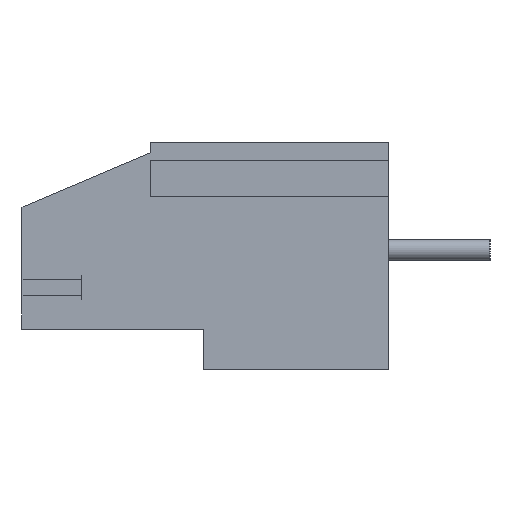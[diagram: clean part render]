
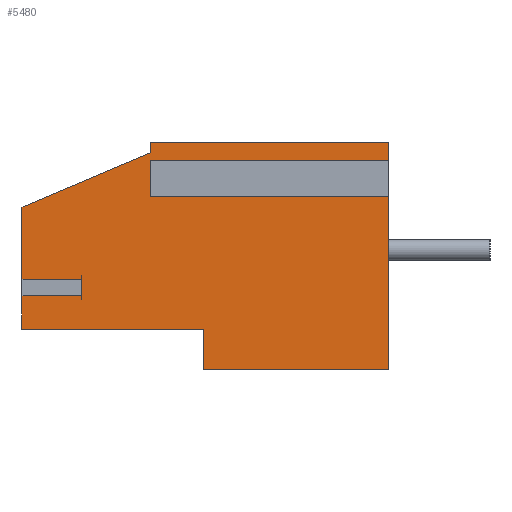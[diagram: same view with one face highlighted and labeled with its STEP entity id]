
A CAD part, left-side view. The second image highlights one B-rep face of the part: STEP entity #5480.
In plain terms, the highlighted planar face has unit normal (-1, 0, 0).
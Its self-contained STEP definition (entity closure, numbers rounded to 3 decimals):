
#698=FACE_OUTER_BOUND('',#1048,.T.);
#1048=EDGE_LOOP('',(#4811,#4812,#4813,#4814,#4815,#4816,#4817,#4818,#4819,
#4820,#4821,#4822,#4823,#4824,#4825,#4826));
#1066=LINE('',#7296,#1690);
#1071=LINE('',#7307,#1695);
#1073=LINE('',#7310,#1697);
#1074=LINE('',#7313,#1698);
#1082=LINE('',#7328,#1706);
#1103=LINE('',#7396,#1727);
#1109=LINE('',#7408,#1733);
#1112=LINE('',#7413,#1736);
#1617=LINE('',#8622,#2241);
#1619=LINE('',#8625,#2243);
#1621=LINE('',#8629,#2245);
#1635=LINE('',#8663,#2259);
#1672=LINE('',#8727,#2296);
#1683=LINE('',#8760,#2307);
#1684=LINE('',#8761,#2308);
#1685=LINE('',#8762,#2309);
#1690=VECTOR('',#5896,10.);
#1695=VECTOR('',#5905,10.);
#1697=VECTOR('',#5909,10.);
#1698=VECTOR('',#5912,10.);
#1706=VECTOR('',#5920,10.);
#1727=VECTOR('',#5977,10.);
#1733=VECTOR('',#5985,10.);
#1736=VECTOR('',#5992,10.);
#2241=VECTOR('',#7145,10.);
#2243=VECTOR('',#7149,10.);
#2245=VECTOR('',#7153,10.);
#2259=VECTOR('',#7185,10.);
#2296=VECTOR('',#7242,10.);
#2307=VECTOR('',#7279,10.);
#2308=VECTOR('',#7280,10.);
#2309=VECTOR('',#7281,10.);
#2312=VERTEX_POINT('',#7290);
#2314=VERTEX_POINT('',#7294);
#2317=VERTEX_POINT('',#7304);
#2318=VERTEX_POINT('',#7306);
#2319=VERTEX_POINT('',#7312);
#2326=VERTEX_POINT('',#7326);
#2353=VERTEX_POINT('',#7392);
#2355=VERTEX_POINT('',#7395);
#2358=VERTEX_POINT('',#7402);
#2360=VERTEX_POINT('',#7406);
#2739=VERTEX_POINT('',#8619);
#2740=VERTEX_POINT('',#8621);
#2741=VERTEX_POINT('',#8627);
#2752=VERTEX_POINT('',#8661);
#2769=VERTEX_POINT('',#8726);
#2778=VERTEX_POINT('',#8759);
#2782=EDGE_CURVE('',#2312,#2314,#1066,.T.);
#2787=EDGE_CURVE('',#2318,#2317,#1071,.T.);
#2789=EDGE_CURVE('',#2314,#2318,#1073,.T.);
#2790=EDGE_CURVE('',#2312,#2319,#1074,.T.);
#2798=EDGE_CURVE('',#2326,#2317,#1082,.T.);
#2831=EDGE_CURVE('',#2355,#2353,#1103,.T.);
#2837=EDGE_CURVE('',#2358,#2360,#1109,.T.);
#2840=EDGE_CURVE('',#2353,#2358,#1112,.T.);
#3411=EDGE_CURVE('',#2740,#2739,#1617,.T.);
#3413=EDGE_CURVE('',#2739,#2319,#1619,.T.);
#3415=EDGE_CURVE('',#2326,#2741,#1621,.T.);
#3431=EDGE_CURVE('',#2741,#2752,#1635,.T.);
#3468=EDGE_CURVE('',#2769,#2740,#1672,.T.);
#3483=EDGE_CURVE('',#2778,#2752,#1683,.T.);
#3484=EDGE_CURVE('',#2355,#2778,#1684,.T.);
#3485=EDGE_CURVE('',#2769,#2360,#1685,.T.);
#4811=ORIENTED_EDGE('',*,*,#2787,.T.);
#4812=ORIENTED_EDGE('',*,*,#2798,.F.);
#4813=ORIENTED_EDGE('',*,*,#3415,.T.);
#4814=ORIENTED_EDGE('',*,*,#3431,.T.);
#4815=ORIENTED_EDGE('',*,*,#3483,.F.);
#4816=ORIENTED_EDGE('',*,*,#3484,.F.);
#4817=ORIENTED_EDGE('',*,*,#2831,.T.);
#4818=ORIENTED_EDGE('',*,*,#2840,.T.);
#4819=ORIENTED_EDGE('',*,*,#2837,.T.);
#4820=ORIENTED_EDGE('',*,*,#3485,.F.);
#4821=ORIENTED_EDGE('',*,*,#3468,.T.);
#4822=ORIENTED_EDGE('',*,*,#3411,.T.);
#4823=ORIENTED_EDGE('',*,*,#3413,.T.);
#4824=ORIENTED_EDGE('',*,*,#2790,.F.);
#4825=ORIENTED_EDGE('',*,*,#2782,.T.);
#4826=ORIENTED_EDGE('',*,*,#2789,.T.);
#5178=PLANE('',#5886);
#5480=ADVANCED_FACE('',(#698),#5178,.T.);
#5886=AXIS2_PLACEMENT_3D('',#8758,#7277,#7278);
#5896=DIRECTION('',(0.,-1.,0.));
#5905=DIRECTION('',(0.,1.,0.));
#5909=DIRECTION('',(0.,0.,-1.));
#5912=DIRECTION('',(0.,0.,1.));
#5920=DIRECTION('',(0.,0.,1.));
#5977=DIRECTION('',(0.,1.,0.));
#5985=DIRECTION('',(0.,-1.,0.));
#5992=DIRECTION('',(0.,0.,1.));
#7145=DIRECTION('',(0.,0.,-1.));
#7149=DIRECTION('',(0.,0.92,-0.391));
#7153=DIRECTION('',(0.,-1.,0.));
#7185=DIRECTION('',(0.,0.,-1.));
#7242=DIRECTION('',(0.,1.,0.));
#7277=DIRECTION('center_axis',(-1.,0.,0.));
#7278=DIRECTION('ref_axis',(0.,0.,1.));
#7279=DIRECTION('',(0.,1.,0.));
#7280=DIRECTION('',(0.,0.,-1.));
#7281=DIRECTION('',(0.,0.,-1.));
#7290=CARTESIAN_POINT('',(-2.65,18.,-1.45));
#7294=CARTESIAN_POINT('',(-2.65,15.1,-1.45));
#7296=CARTESIAN_POINT('',(-2.65,9.,-1.45));
#7304=CARTESIAN_POINT('',(-2.65,18.,-2.25));
#7306=CARTESIAN_POINT('',(-2.65,15.1,-2.25));
#7307=CARTESIAN_POINT('',(-2.65,9.,-2.25));
#7310=CARTESIAN_POINT('',(-2.65,15.1,-3.875));
#7312=CARTESIAN_POINT('',(-2.65,18.,2.1));
#7313=CARTESIAN_POINT('',(-2.65,18.,5.3));
#7326=CARTESIAN_POINT('',(-2.65,18.,-3.9));
#7328=CARTESIAN_POINT('',(-2.65,18.,5.3));
#7392=CARTESIAN_POINT('',(-2.65,11.7,3.1));
#7395=CARTESIAN_POINT('',(-2.65,0.,3.1));
#7396=CARTESIAN_POINT('',(-2.65,0.,3.1));
#7402=CARTESIAN_POINT('',(-2.65,11.7,3.9));
#7406=CARTESIAN_POINT('',(-2.65,0.,3.9));
#7408=CARTESIAN_POINT('',(-2.65,0.,3.9));
#7413=CARTESIAN_POINT('',(-2.65,11.7,-1.2));
#8619=CARTESIAN_POINT('',(-2.65,11.7,4.78));
#8621=CARTESIAN_POINT('',(-2.65,11.7,5.3));
#8622=CARTESIAN_POINT('',(-2.65,11.7,-0.56));
#8625=CARTESIAN_POINT('',(-2.65,11.82,4.729));
#8627=CARTESIAN_POINT('',(-2.65,9.1,-3.9));
#8629=CARTESIAN_POINT('',(-2.65,4.55,-3.9));
#8661=CARTESIAN_POINT('',(-2.65,9.1,-5.9));
#8663=CARTESIAN_POINT('',(-2.65,9.1,-5.9));
#8726=CARTESIAN_POINT('',(-2.65,0.,5.3));
#8727=CARTESIAN_POINT('',(-2.65,0.,5.3));
#8758=CARTESIAN_POINT('Origin',(-2.65,0.,-5.9));
#8759=CARTESIAN_POINT('',(-2.65,0.,-5.9));
#8760=CARTESIAN_POINT('',(-2.65,0.,-5.9));
#8761=CARTESIAN_POINT('',(-2.65,0.,5.3));
#8762=CARTESIAN_POINT('',(-2.65,0.,5.3));
